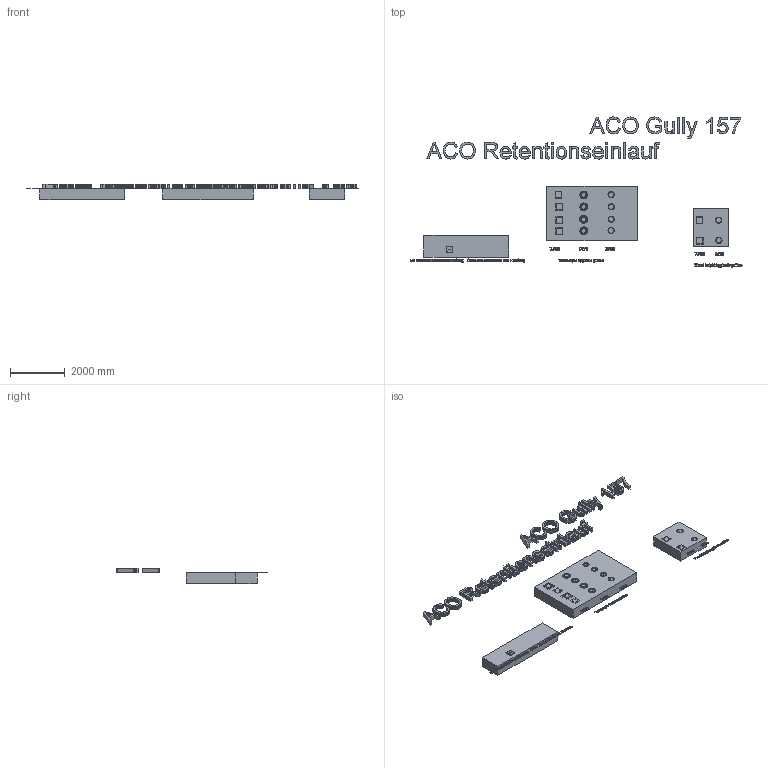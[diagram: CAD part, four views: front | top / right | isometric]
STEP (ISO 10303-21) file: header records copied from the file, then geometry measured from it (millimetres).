
FILE_DESCRIPTION(/* description */ (''),/* implementation_level */ '2;1');
FILE_NAME(/* name */ 'ACOGully157.step',/* time_stamp */ '2024-03-12T15:05:44+01:00',/* author */ ('ndmes'),/* organization */ (''),/* preprocessor_version */ 'ST-DEVELOPER v18.1',/* originating_system */ 'Autodesk Inventor 2022',/* authorisation */ '');
FILE_SCHEMA (('CONFIG_CONTROL_DESIGN'));
Products named in the file (123): ACOGully157; ACOGully157_1; ACOGully157_1_1; ACOGully157_2; ACOGully157_3; ACOGully157_4; ACOGully157_5; ACOGully157_6; ACOGully157_7; ACOGully157_8; ACOGully157_9; ACOGully157_10; ACOGully157_11; ACOGully157_12; ACOGully157_13; ACOGully157_14; ACOGully157_15; ACOGully157_16; ACOGully157_17; ACOGully157_18; ACOGully157_19; ACOGully157_20; ACOGully157_21; ACOGully157_22; ACOGully157_23; ACOGully157_24; ACOGully157_25; ACOGully157_26; ACOGully157_27; ACOGully157_28; ACOGully157_29; ACOGully157_30; ACOGully157_31; ACOGully157_32; ACOGully157_33; ACOGully157_34; ACOGully157_35; ACOGully157_36; ACOGully157_37; ACOGully157_38 ...
Assembly tree (122 placements, depth 2):
  ACOGully157
    ACOGully157_1
    ACOGully157_1_1
    ACOGully157_2
    ACOGully157_3
    ACOGully157_4
    ACOGully157_5
    ACOGully157_6
    ACOGully157_7
    ACOGully157_8
    ACOGully157_9
    ACOGully157_10
    ACOGully157_11
    ACOGully157_12
    ACOGully157_13
    ACOGully157_14
    ACOGully157_15
    ACOGully157_16
    ACOGully157_17
    ACOGully157_18
    ACOGully157_19
    ACOGully157_20
    ACOGully157_21
    ACOGully157_22
    ACOGully157_23
    ACOGully157_24
    ACOGully157_25
    ACOGully157_26
    ACOGully157_27
    ACOGully157_28
    ACOGully157_29
    ACOGully157_30
    ACOGully157_31
    ACOGully157_32
    ACOGully157_33
    ACOGully157_34
    ACOGully157_35
    ACOGully157_36
    ACOGully157_37
    ACOGully157_38
    ACOGully157_39
    ACOGully157_40
    ACOGully157_41
    ACOGully157_42
    ACOGully157_43
    ACOGully157_44
    ACOGully157_45
    ACOGully157_46
    ACOGully157_47
    ACOGully157_48
    ACOGully157_49
    ACOGully157_50
    ACOGully157_51
    ACOGully157_52
    ACOGully157_53
    ACOGully157_54
    ACOGully157_55
    ACOGully157_56
    ACOGully157_57
    ACOGully157_58
Bounding box: 12159.66 x 5498.13 x 550 mm (x, y, z)
Volume: 4859006012.4 mm3; surface area: 60173982.1 mm2
Topology: 290 solids, 290 shells, 6095 faces, 16273 edges, 10789 vertices
Faces by surface type: plane 5109, cylinder 905, torus 37, cone 26, bspline 18
Full cylindrical faces by diameter (mm): 6 x704, 6.2 x3, 9 x2, 11 x32, 75 x3, 89 x4, 110 x15, 142 x12, 142.6 x4, 143.5 x4, 157 x24, 162 x4, 170 x4, 172 x4, 176 x1, 180 x1, 180.5 x1, 182 x3, 188 x4, 197.5 x4, 198 x4, 200 x6, 200.5 x4, 204.2 x2, 214 x1, 217 x2, 223 x2, 230 x6, 244 x4, 289 x4
Entity records: 197322 total; most frequent: CARTESIAN_POINT 34620, ORIENTED_EDGE 32546, DIRECTION 30968, EDGE_CURVE 16273, LINE 14158, VECTOR 14158, VERTEX_POINT 10789, AXIS2_PLACEMENT_3D 8405
